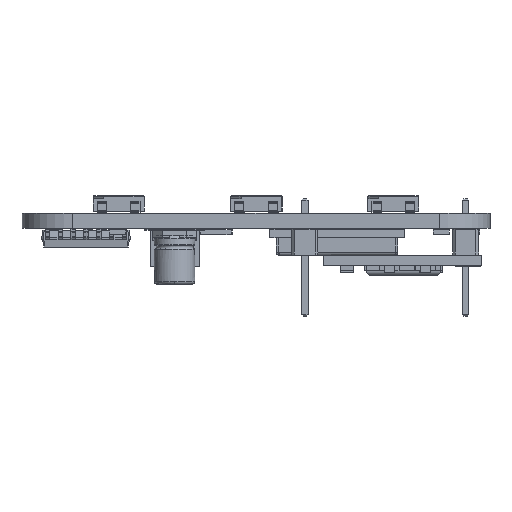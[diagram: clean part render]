
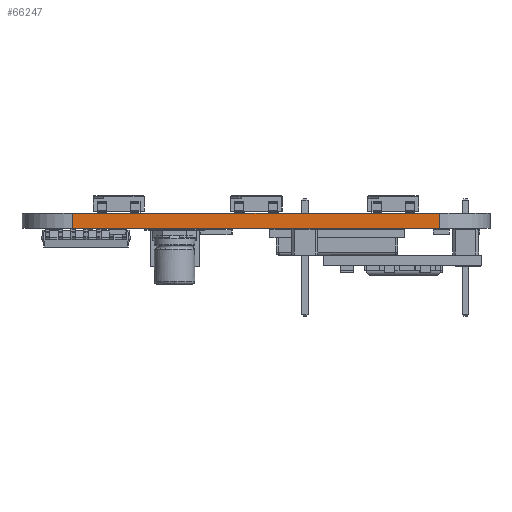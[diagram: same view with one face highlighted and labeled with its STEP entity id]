
A CAD part, left-side view. The second image highlights one B-rep face of the part: STEP entity #66247.
In plain terms, the highlighted planar face has unit normal (-1, 0, 0).
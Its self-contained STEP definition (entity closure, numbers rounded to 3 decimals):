
#65434 = VERTEX_POINT('',#65435);
#65435 = CARTESIAN_POINT('',(123.5,-67.,0.));
#65442 = EDGE_CURVE('',#65443,#65434,#65445,.T.);
#65443 = VERTEX_POINT('',#65444);
#65444 = CARTESIAN_POINT('',(123.5,-103.,0.));
#65445 = LINE('',#65446,#65447);
#65446 = CARTESIAN_POINT('',(123.5,-103.,0.));
#65447 = VECTOR('',#65448,1.);
#65448 = DIRECTION('',(0.,1.,0.));
#65827 = VERTEX_POINT('',#65828);
#65828 = CARTESIAN_POINT('',(123.5,-67.,1.51));
#65835 = EDGE_CURVE('',#65836,#65827,#65838,.T.);
#65836 = VERTEX_POINT('',#65837);
#65837 = CARTESIAN_POINT('',(123.5,-103.,1.51));
#65838 = LINE('',#65839,#65840);
#65839 = CARTESIAN_POINT('',(123.5,-103.,1.51));
#65840 = VECTOR('',#65841,1.);
#65841 = DIRECTION('',(0.,1.,0.));
#66217 = EDGE_CURVE('',#65434,#65827,#66218,.T.);
#66218 = LINE('',#66219,#66220);
#66219 = CARTESIAN_POINT('',(123.5,-67.,0.));
#66220 = VECTOR('',#66221,1.);
#66221 = DIRECTION('',(0.,0.,1.));
#66247 = ADVANCED_FACE('',(#66248),#66259,.T.);
#66248 = FACE_BOUND('',#66249,.T.);
#66249 = EDGE_LOOP('',(#66250,#66256,#66257,#66258));
#66250 = ORIENTED_EDGE('',*,*,#66251,.T.);
#66251 = EDGE_CURVE('',#65443,#65836,#66252,.T.);
#66252 = LINE('',#66253,#66254);
#66253 = CARTESIAN_POINT('',(123.5,-103.,0.));
#66254 = VECTOR('',#66255,1.);
#66255 = DIRECTION('',(0.,0.,1.));
#66256 = ORIENTED_EDGE('',*,*,#65835,.T.);
#66257 = ORIENTED_EDGE('',*,*,#66217,.F.);
#66258 = ORIENTED_EDGE('',*,*,#65442,.F.);
#66259 = PLANE('',#66260);
#66260 = AXIS2_PLACEMENT_3D('',#66261,#66262,#66263);
#66261 = CARTESIAN_POINT('',(123.5,-103.,0.));
#66262 = DIRECTION('',(-1.,0.,0.));
#66263 = DIRECTION('',(0.,1.,0.));
